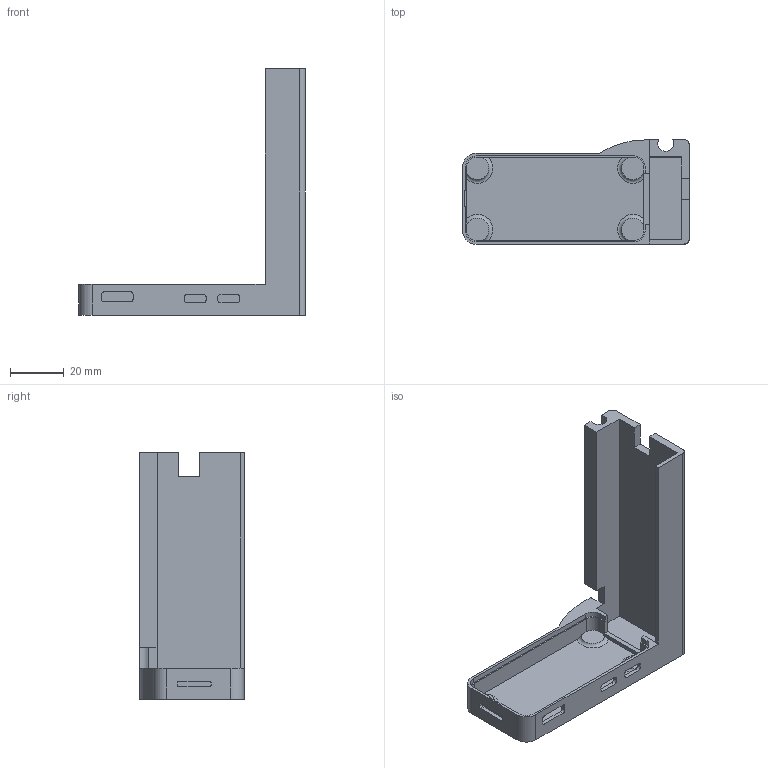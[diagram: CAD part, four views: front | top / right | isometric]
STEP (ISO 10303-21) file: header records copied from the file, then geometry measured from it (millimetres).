
FILE_DESCRIPTION(/* description */ (''),/* implementation_level */ '2;1');
FILE_NAME(/* name */ 'LGAircon Enclosure.step',/* time_stamp */ '2022-09-14T18:24:18-04:00',/* author */ (''),/* organization */ (''),/* preprocessor_version */ 'ST-DEVELOPER v19',/* originating_system */ 'Autodesk Translation Framework v11.7.0.108',/* authorisation */ '');
FILE_SCHEMA (('AUTOMOTIVE_DESIGN { 1 0 10303 214 3 1 1 }'));
Length unit declared in the file: millimetre
Products named in the file (2): LGAircon Enclosure; Case
Assembly tree (1 placements, depth 2):
  LGAircon Enclosure
    Case
Bounding box: 84.5 x 39 x 92 mm (x, y, z)
Volume: 26798.1 mm3; surface area: 21823.6 mm2
Topology: 1 solids, 1 shells, 95 faces, 278 edges, 185 vertices
Faces by surface type: plane 61, cylinder 30, torus 4
Entity records: 3277 total; most frequent: CARTESIAN_POINT 617, ORIENTED_EDGE 556, DIRECTION 536, EDGE_CURVE 278, LINE 200, VECTOR 200, VERTEX_POINT 185, AXIS2_PLACEMENT_3D 168
